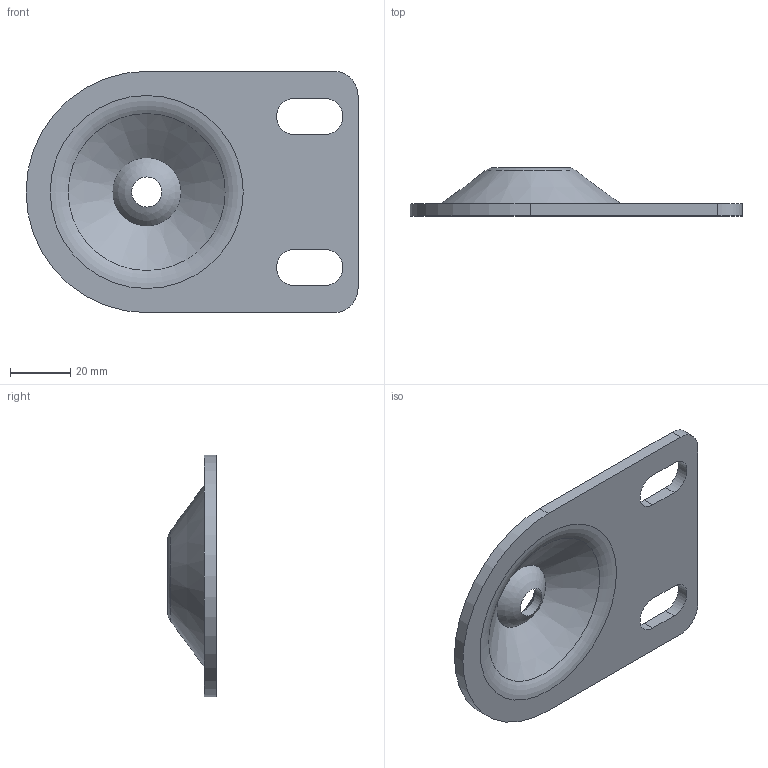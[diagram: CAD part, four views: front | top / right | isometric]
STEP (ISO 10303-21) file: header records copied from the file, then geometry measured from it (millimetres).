
FILE_DESCRIPTION( ( 'STEP AP214' ), '1' );
FILE_NAME( 'K0672.30802.stp', '2020-12-09T11:05:04', ( '' ), ( '' ), ' ', 'PARTsolutions', ' ' );
FILE_SCHEMA( ( 'AUTOMOTIVE_DESIGN { 1 0 10303 214 1 1 1 1 }' ) );
Length unit declared in the file: millimetre
Products named in the file (1): _K0672.30802
Bounding box: 110 x 16 x 80 mm (x, y, z)
Volume: 31948.5 mm3; surface area: 18215.8 mm2
Topology: 1 solids, 1 shells, 25 faces, 60 edges, 38 vertices
Faces by surface type: plane 10, cylinder 8, torus 3, cone 2, sphere 2
Full cylindrical faces by diameter (mm): 10 x1
Entity records: 918 total; most frequent: DIRECTION 128, CARTESIAN_POINT 116, ORIENTED_EDGE 104, EDGE_CURVE 52, AXIS2_PLACEMENT_3D 50, EDGE_LOOP 40, VERTEX_POINT 38, FACE_OUTER_BOUND 31
